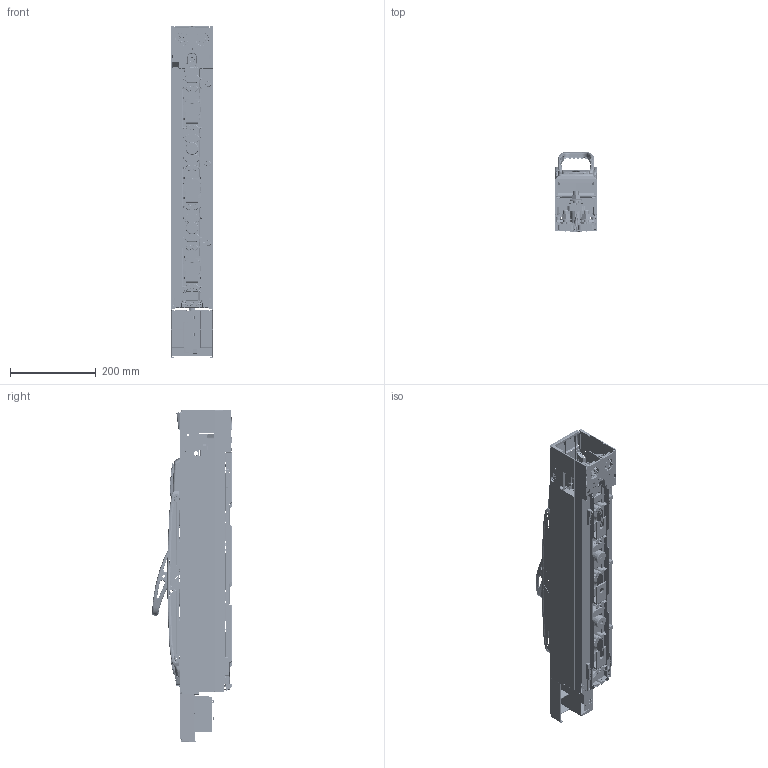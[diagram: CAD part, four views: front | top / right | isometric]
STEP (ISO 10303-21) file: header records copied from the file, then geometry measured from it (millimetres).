
FILE_DESCRIPTION((''),'2;1');
FILE_NAME('ZLBM3-3P-M12-EFM','2021-08-04T15:42:27',('FIKASAV3'),(''),'CREO PARAMETRIC BY PTC INC, 2020184','CREO PARAMETRIC BY PTC INC, 2020184','');
FILE_SCHEMA(('AUTOMOTIVE_DESIGN { 1 0 10303 214 1 1 1 1 }'));
Products named in the file (1): ZLBM3-3P-M12-EFM
Bounding box: 99.08 x 185.78 x 772.56 mm (x, y, z)
Volume: 4314645.7 mm3; surface area: 1286447.2 mm2
Topology: 1 solids, 1040 shells, 5564 faces, 44455 edges, 39342 vertices
Faces by surface type: plane 3357, cylinder 1110, bspline 506, torus 292, cone 218, extrusion 64, sphere 17
Entity records: 769861 total; most frequent: CARTESIAN_POINT 447920, ORIENTED_EDGE 51568, DIRECTION 45911, EDGE_CURVE 44416, VERTEX_POINT 39350, VECTOR 24024, LINE 23976, B_SPLINE_CURVE_WITH_KNOTS 14550
